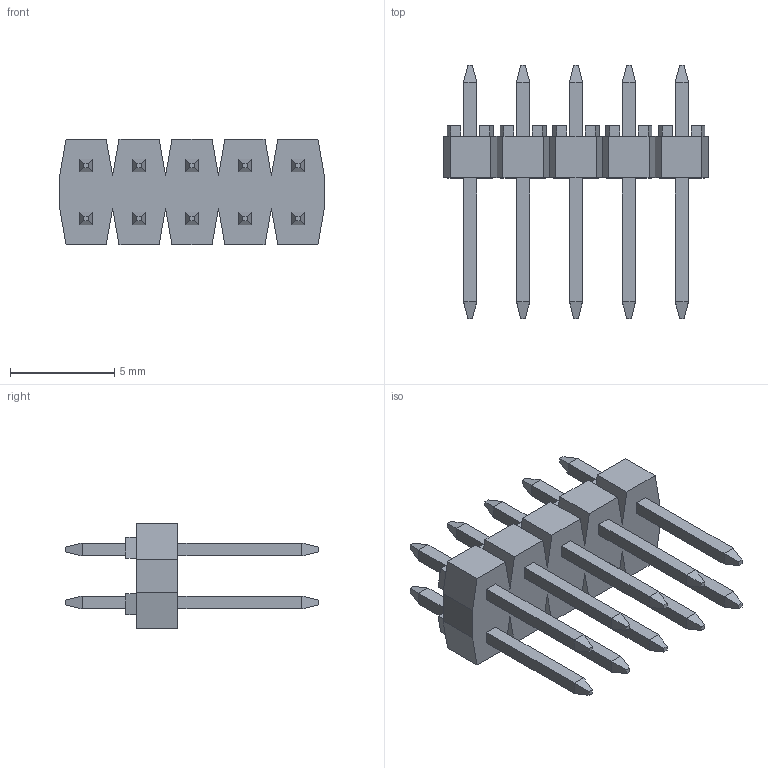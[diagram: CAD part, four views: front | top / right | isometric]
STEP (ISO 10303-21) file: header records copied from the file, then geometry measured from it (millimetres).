
FILE_DESCRIPTION((''),'2;1');
FILE_NAME('901310765','2014-01-20T',('me'),(''),'PRO/ENGINEER BY PARAMETRIC TECHNOLOGY CORPORATION, 2011490','PRO/ENGINEER BY PARAMETRIC TECHNOLOGY CORPORATION, 2011490','');
FILE_SCHEMA(('CONFIG_CONTROL_DESIGN'));
Length unit declared in the file: millimetre
Products named in the file (1): 901310765
Bounding box: 12.7 x 12.15 x 5.08 mm (x, y, z)
Volume: 159.9 mm3; surface area: 498.5 mm2
Topology: 1 solids, 1 shells, 314 faces, 756 edges, 484 vertices
Faces by surface type: plane 314
Entity records: 8877 total; most frequent: CARTESIAN_POINT 1535, ORIENTED_EDGE 1472, DIRECTION 1406, VECTOR 736, LINE 736, EDGE_CURVE 736, VERTEX_POINT 464, EDGE_LOOP 354
